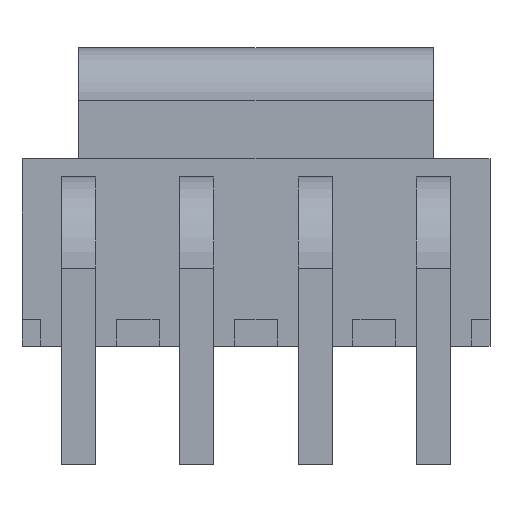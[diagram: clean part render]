
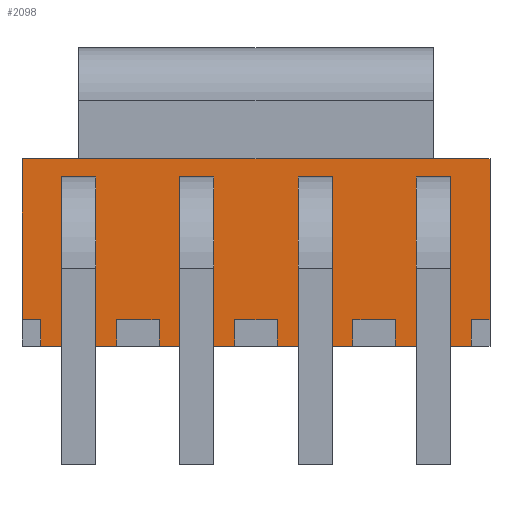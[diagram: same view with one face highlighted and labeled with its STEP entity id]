
A CAD part, front view. The second image highlights one B-rep face of the part: STEP entity #2098.
In plain terms, the highlighted planar face has unit normal (0, -1, 0).
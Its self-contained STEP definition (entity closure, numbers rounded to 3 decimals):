
#1843=CARTESIAN_POINT('',(7.849,5.918,0.889));
#1844=VERTEX_POINT('',#1843);
#1907=CARTESIAN_POINT('',(7.849,5.918,6.286));
#1908=VERTEX_POINT('',#1907);
#1915=CARTESIAN_POINT('',(7.849,5.918,0.889));
#1916=DIRECTION('',(0.0,0.0,1.0));
#1917=VECTOR('',#1916,5.397);
#1918=LINE('',#1915,#1917);
#1919=EDGE_CURVE('',#1844,#1908,#1918,.T.);
#1924=CARTESIAN_POINT('',(8.633,5.918,-0.314));
#1925=DIRECTION('',(0.0,-1.0,0.0));
#1926=DIRECTION('',(0.0,0.0,1.0));
#1927=AXIS2_PLACEMENT_3D('',#1924,#1925,#1926);
#1928=PLANE('',#1927);
#1929=CARTESIAN_POINT('',(-5.944,5.918,6.286));
#1930=VERTEX_POINT('',#1929);
#1931=CARTESIAN_POINT('',(-7.849,5.918,6.286));
#1932=VERTEX_POINT('',#1931);
#1933=CARTESIAN_POINT('',(-5.944,5.918,6.286));
#1934=DIRECTION('',(-1.0,0.0,0.0));
#1935=VECTOR('',#1934,1.905);
#1936=LINE('',#1933,#1935);
#1937=EDGE_CURVE('',#1930,#1932,#1936,.T.);
#1938=ORIENTED_EDGE('',*,*,#1937,.T.);
#1939=CARTESIAN_POINT('',(-7.849,5.918,0.889));
#1940=VERTEX_POINT('',#1939);
#1941=CARTESIAN_POINT('',(-7.849,5.918,0.889));
#1942=DIRECTION('',(0.0,0.0,1.0));
#1943=VECTOR('',#1942,5.397);
#1944=LINE('',#1941,#1943);
#1945=EDGE_CURVE('',#1940,#1932,#1944,.T.);
#1946=ORIENTED_EDGE('',*,*,#1945,.F.);
#1947=CARTESIAN_POINT('',(-7.214,5.918,0.889));
#1948=VERTEX_POINT('',#1947);
#1949=CARTESIAN_POINT('',(-7.214,5.918,0.889));
#1950=DIRECTION('',(-1.0,0.0,0.0));
#1951=VECTOR('',#1950,0.635);
#1952=LINE('',#1949,#1951);
#1953=EDGE_CURVE('',#1948,#1940,#1952,.T.);
#1954=ORIENTED_EDGE('',*,*,#1953,.F.);
#1955=CARTESIAN_POINT('',(-7.214,5.918,0.));
#1956=VERTEX_POINT('',#1955);
#1957=CARTESIAN_POINT('',(-7.214,5.918,0.));
#1958=DIRECTION('',(0.0,0.0,1.0));
#1959=VECTOR('',#1958,0.889);
#1960=LINE('',#1957,#1959);
#1961=EDGE_CURVE('',#1956,#1948,#1960,.T.);
#1962=ORIENTED_EDGE('',*,*,#1961,.F.);
#1963=CARTESIAN_POINT('',(-4.674,5.918,0.));
#1964=VERTEX_POINT('',#1963);
#1965=CARTESIAN_POINT('',(-7.214,5.918,0.));
#1966=DIRECTION('',(1.0,0.0,0.0));
#1967=VECTOR('',#1966,2.54);
#1968=LINE('',#1965,#1967);
#1969=EDGE_CURVE('',#1956,#1964,#1968,.T.);
#1970=ORIENTED_EDGE('',*,*,#1969,.T.);
#1971=CARTESIAN_POINT('',(-4.674,5.918,0.889));
#1972=VERTEX_POINT('',#1971);
#1973=CARTESIAN_POINT('',(-4.674,5.918,0.));
#1974=DIRECTION('',(0.0,0.0,1.0));
#1975=VECTOR('',#1974,0.889);
#1976=LINE('',#1973,#1975);
#1977=EDGE_CURVE('',#1964,#1972,#1976,.T.);
#1978=ORIENTED_EDGE('',*,*,#1977,.T.);
#1979=CARTESIAN_POINT('',(-3.251,5.918,0.889));
#1980=VERTEX_POINT('',#1979);
#1981=CARTESIAN_POINT('',(-3.251,5.918,0.889));
#1982=DIRECTION('',(-1.0,0.0,0.0));
#1983=VECTOR('',#1982,1.422);
#1984=LINE('',#1981,#1983);
#1985=EDGE_CURVE('',#1980,#1972,#1984,.T.);
#1986=ORIENTED_EDGE('',*,*,#1985,.F.);
#1987=CARTESIAN_POINT('',(-3.251,5.918,0.));
#1988=VERTEX_POINT('',#1987);
#1989=CARTESIAN_POINT('',(-3.251,5.918,0.));
#1990=DIRECTION('',(0.0,0.0,1.0));
#1991=VECTOR('',#1990,0.889);
#1992=LINE('',#1989,#1991);
#1993=EDGE_CURVE('',#1988,#1980,#1992,.T.);
#1994=ORIENTED_EDGE('',*,*,#1993,.F.);
#1995=CARTESIAN_POINT('',(-0.711,5.918,0.));
#1996=VERTEX_POINT('',#1995);
#1997=CARTESIAN_POINT('',(-3.251,5.918,0.));
#1998=DIRECTION('',(1.0,0.0,0.0));
#1999=VECTOR('',#1998,2.54);
#2000=LINE('',#1997,#1999);
#2001=EDGE_CURVE('',#1988,#1996,#2000,.T.);
#2002=ORIENTED_EDGE('',*,*,#2001,.T.);
#2003=CARTESIAN_POINT('',(-0.711,5.918,0.889));
#2004=VERTEX_POINT('',#2003);
#2005=CARTESIAN_POINT('',(-0.711,5.918,0.));
#2006=DIRECTION('',(0.0,0.0,1.0));
#2007=VECTOR('',#2006,0.889);
#2008=LINE('',#2005,#2007);
#2009=EDGE_CURVE('',#1996,#2004,#2008,.T.);
#2010=ORIENTED_EDGE('',*,*,#2009,.T.);
#2011=CARTESIAN_POINT('',(0.711,5.918,0.889));
#2012=VERTEX_POINT('',#2011);
#2013=CARTESIAN_POINT('',(0.711,5.918,0.889));
#2014=DIRECTION('',(-1.0,0.0,0.0));
#2015=VECTOR('',#2014,1.422);
#2016=LINE('',#2013,#2015);
#2017=EDGE_CURVE('',#2012,#2004,#2016,.T.);
#2018=ORIENTED_EDGE('',*,*,#2017,.F.);
#2019=CARTESIAN_POINT('',(0.711,5.918,0.));
#2020=VERTEX_POINT('',#2019);
#2021=CARTESIAN_POINT('',(0.711,5.918,0.));
#2022=DIRECTION('',(0.0,0.0,1.0));
#2023=VECTOR('',#2022,0.889);
#2024=LINE('',#2021,#2023);
#2025=EDGE_CURVE('',#2020,#2012,#2024,.T.);
#2026=ORIENTED_EDGE('',*,*,#2025,.F.);
#2027=CARTESIAN_POINT('',(3.251,5.918,0.));
#2028=VERTEX_POINT('',#2027);
#2029=CARTESIAN_POINT('',(0.711,5.918,0.));
#2030=DIRECTION('',(1.0,0.0,0.0));
#2031=VECTOR('',#2030,2.54);
#2032=LINE('',#2029,#2031);
#2033=EDGE_CURVE('',#2020,#2028,#2032,.T.);
#2034=ORIENTED_EDGE('',*,*,#2033,.T.);
#2035=CARTESIAN_POINT('',(3.251,5.918,0.889));
#2036=VERTEX_POINT('',#2035);
#2037=CARTESIAN_POINT('',(3.251,5.918,0.));
#2038=DIRECTION('',(0.0,0.0,1.0));
#2039=VECTOR('',#2038,0.889);
#2040=LINE('',#2037,#2039);
#2041=EDGE_CURVE('',#2028,#2036,#2040,.T.);
#2042=ORIENTED_EDGE('',*,*,#2041,.T.);
#2043=CARTESIAN_POINT('',(4.674,5.918,0.889));
#2044=VERTEX_POINT('',#2043);
#2045=CARTESIAN_POINT('',(4.674,5.918,0.889));
#2046=DIRECTION('',(-1.0,0.0,0.0));
#2047=VECTOR('',#2046,1.422);
#2048=LINE('',#2045,#2047);
#2049=EDGE_CURVE('',#2044,#2036,#2048,.T.);
#2050=ORIENTED_EDGE('',*,*,#2049,.F.);
#2051=CARTESIAN_POINT('',(4.674,5.918,0.));
#2052=VERTEX_POINT('',#2051);
#2053=CARTESIAN_POINT('',(4.674,5.918,0.));
#2054=DIRECTION('',(0.0,0.0,1.0));
#2055=VECTOR('',#2054,0.889);
#2056=LINE('',#2053,#2055);
#2057=EDGE_CURVE('',#2052,#2044,#2056,.T.);
#2058=ORIENTED_EDGE('',*,*,#2057,.F.);
#2059=CARTESIAN_POINT('',(7.214,5.918,0.));
#2060=VERTEX_POINT('',#2059);
#2061=CARTESIAN_POINT('',(4.674,5.918,0.));
#2062=DIRECTION('',(1.0,0.0,0.0));
#2063=VECTOR('',#2062,2.54);
#2064=LINE('',#2061,#2063);
#2065=EDGE_CURVE('',#2052,#2060,#2064,.T.);
#2066=ORIENTED_EDGE('',*,*,#2065,.T.);
#2067=CARTESIAN_POINT('',(7.214,5.918,0.889));
#2068=VERTEX_POINT('',#2067);
#2069=CARTESIAN_POINT('',(7.214,5.918,0.));
#2070=DIRECTION('',(0.0,0.0,1.0));
#2071=VECTOR('',#2070,0.889);
#2072=LINE('',#2069,#2071);
#2073=EDGE_CURVE('',#2060,#2068,#2072,.T.);
#2074=ORIENTED_EDGE('',*,*,#2073,.T.);
#2075=CARTESIAN_POINT('',(7.849,5.918,0.889));
#2076=DIRECTION('',(-1.0,0.0,0.0));
#2077=VECTOR('',#2076,0.635);
#2078=LINE('',#2075,#2077);
#2079=EDGE_CURVE('',#1844,#2068,#2078,.T.);
#2080=ORIENTED_EDGE('',*,*,#2079,.F.);
#2081=ORIENTED_EDGE('',*,*,#1919,.T.);
#2082=CARTESIAN_POINT('',(5.944,5.918,6.286));
#2083=VERTEX_POINT('',#2082);
#2084=CARTESIAN_POINT('',(7.849,5.918,6.286));
#2085=DIRECTION('',(-1.0,0.0,0.0));
#2086=VECTOR('',#2085,1.905);
#2087=LINE('',#2084,#2086);
#2088=EDGE_CURVE('',#1908,#2083,#2087,.T.);
#2089=ORIENTED_EDGE('',*,*,#2088,.T.);
#2090=CARTESIAN_POINT('',(5.944,5.918,6.286));
#2091=DIRECTION('',(-1.0,0.0,0.0));
#2092=VECTOR('',#2091,11.887);
#2093=LINE('',#2090,#2092);
#2094=EDGE_CURVE('',#2083,#1930,#2093,.T.);
#2095=ORIENTED_EDGE('',*,*,#2094,.T.);
#2096=EDGE_LOOP('',(#1938,#1946,#1954,#1962,#1970,#1978,#1986,#1994,#2002,#2010,#2018,#2026,#2034,#2042,#2050,#2058,#2066,#2074,#2080,#2081,#2089,#2095));
#2097=FACE_OUTER_BOUND('',#2096,.T.);
#2098=ADVANCED_FACE('',(#2097),#1928,.T.);
